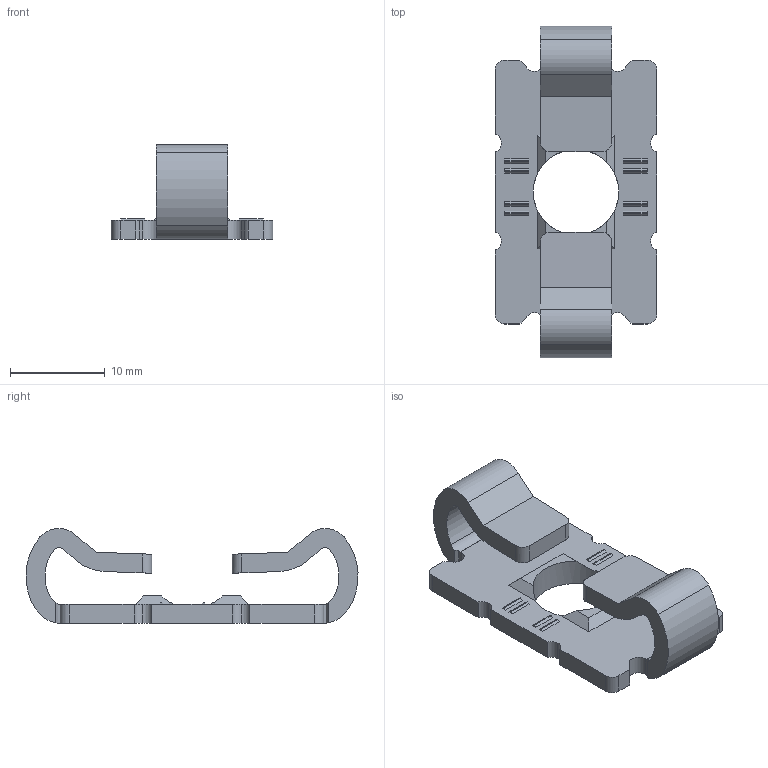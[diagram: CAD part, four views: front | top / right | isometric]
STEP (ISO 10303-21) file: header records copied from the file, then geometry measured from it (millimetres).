
FILE_DESCRIPTION (( 'STEP AP203' ), '1' );
FILE_NAME ('282311003_c_1.STEP', '2023-01-18T14:52:23', ( '' ), ( '' ), 'SwSTEP 2.0', 'SolidWorks 2014', '' );
FILE_SCHEMA (( 'CONFIG_CONTROL_DESIGN' ));
Length unit declared in the file: millimetre
Products named in the file (1): 282311003_c_1
Bounding box: 17 x 34.98 x 10 mm (x, y, z)
Volume: 1437.8 mm3; surface area: 1861.8 mm2
Topology: 1 solids, 1 shells, 126 faces, 348 edges, 232 vertices
Faces by surface type: plane 88, cylinder 38
Entity records: 4093 total; most frequent: CARTESIAN_POINT 767, ORIENTED_EDGE 696, DIRECTION 662, EDGE_CURVE 348, VECTOR 248, LINE 248, VERTEX_POINT 232, AXIS2_PLACEMENT_3D 207
